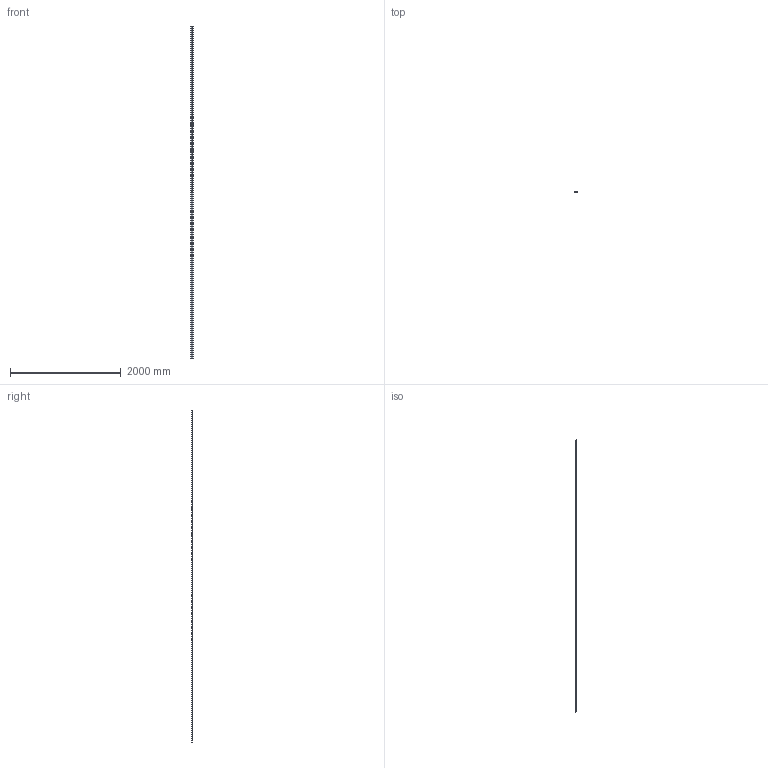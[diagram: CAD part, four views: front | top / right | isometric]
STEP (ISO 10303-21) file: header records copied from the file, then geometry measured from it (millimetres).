
FILE_DESCRIPTION (( 'STEP AP203' ), '1' );
FILE_NAME ('2010-6.STEP', '2022-04-27T09:29:28', ( '' ), ( '' ), 'SwSTEP 2.0', 'SolidWorks 2018', '' );
FILE_SCHEMA (( 'CONFIG_CONTROL_DESIGN' ));
Length unit declared in the file: millimetre
Products named in the file (1): 2010-6
Bounding box: 40 x 17.9 x 6000 mm (x, y, z)
Volume: 2487350.6 mm3; surface area: 688801.5 mm2
Topology: 1 solids, 1 shells, 237 faces, 642 edges, 428 vertices
Faces by surface type: plane 125, bspline 101, cylinder 11
Entity records: 12437 total; most frequent: CARTESIAN_POINT 7057, ORIENTED_EDGE 1284, DIRECTION 736, EDGE_CURVE 642, VERTEX_POINT 428, LINE 418, VECTOR 418, EDGE_LOOP 258
